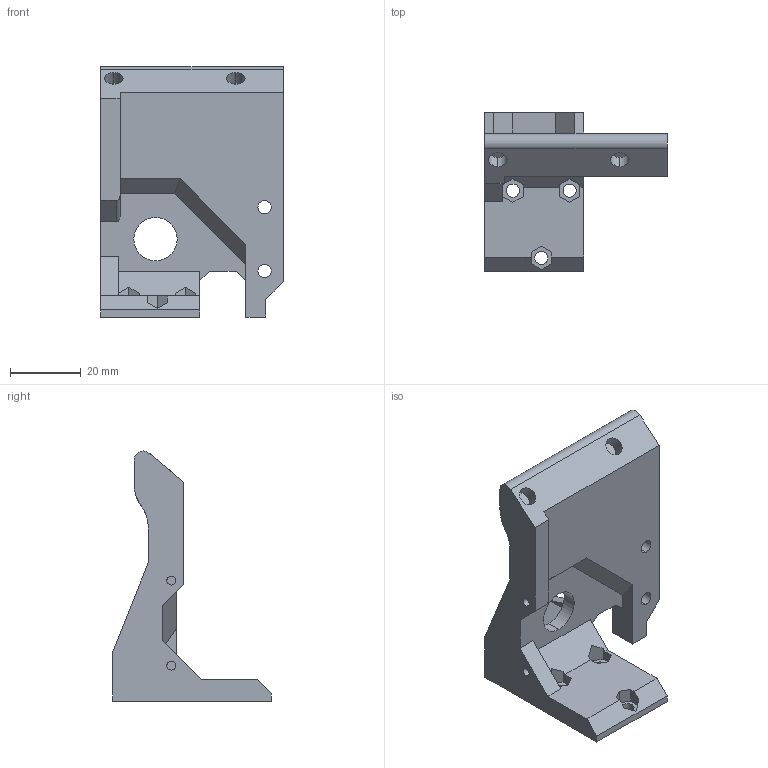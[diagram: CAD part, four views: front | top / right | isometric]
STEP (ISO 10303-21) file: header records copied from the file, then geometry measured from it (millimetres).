
FILE_DESCRIPTION (( 'STEP AP214' ), '1' );
FILE_NAME ('502 Threaded Heat Sink Mount 40mm Fan.STEP', '2021-03-17T20:49:06', ( '' ), ( '' ), 'SwSTEP 2.0', 'SolidWorks 2019', '' );
FILE_SCHEMA (( 'AUTOMOTIVE_DESIGN' ));
Length unit declared in the file: millimetre
Products named in the file (1): 502 Threaded Heat Sink Mount 40mm Fan
Bounding box: 51.6 x 44.7 x 70.6 mm (x, y, z)
Volume: 31896.2 mm3; surface area: 12398.5 mm2
Topology: 1 solids, 1 shells, 101 faces, 275 edges, 182 vertices
Faces by surface type: plane 75, cylinder 25, bspline 1
Entity records: 3239 total; most frequent: CARTESIAN_POINT 600, ORIENTED_EDGE 550, DIRECTION 516, EDGE_CURVE 275, VECTOR 222, LINE 222, VERTEX_POINT 182, AXIS2_PLACEMENT_3D 147
